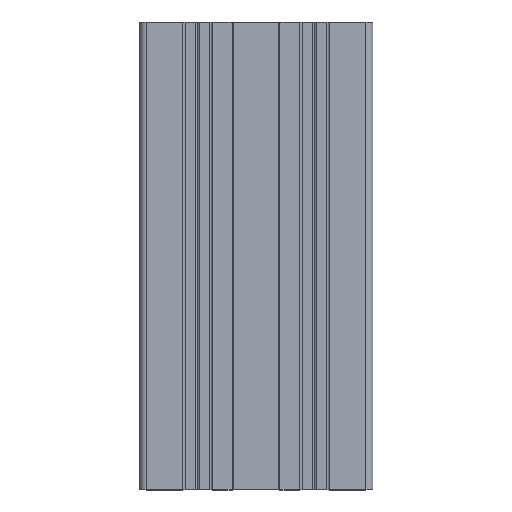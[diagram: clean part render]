
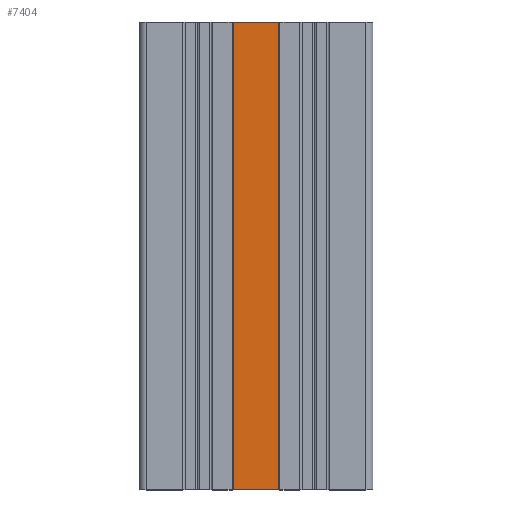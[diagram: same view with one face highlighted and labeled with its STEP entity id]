
A CAD part, top view. The second image highlights one B-rep face of the part: STEP entity #7404.
In plain terms, the highlighted planar face has unit normal (0, 0, 1).
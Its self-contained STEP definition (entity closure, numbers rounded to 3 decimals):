
#199=PLANE('',#8066);
#554=FACE_OUTER_BOUND('',#924,.T.);
#924=EDGE_LOOP('',(#5981,#5982,#5983,#5984));
#1648=LINE('',#12209,#2432);
#1649=LINE('',#12213,#2433);
#1650=LINE('',#12215,#2434);
#1651=LINE('',#12216,#2435);
#2432=VECTOR('',#10016,200.);
#2433=VECTOR('',#10021,19.6);
#2434=VECTOR('',#10022,200.);
#2435=VECTOR('',#10023,19.6);
#3511=VERTEX_POINT('',#12206);
#3512=VERTEX_POINT('',#12208);
#3513=VERTEX_POINT('',#12212);
#3514=VERTEX_POINT('',#12214);
#4561=EDGE_CURVE('',#3511,#3512,#1648,.T.);
#4563=EDGE_CURVE('',#3511,#3513,#1649,.T.);
#4564=EDGE_CURVE('',#3513,#3514,#1650,.T.);
#4565=EDGE_CURVE('',#3512,#3514,#1651,.T.);
#5981=ORIENTED_EDGE('',*,*,#4563,.T.);
#5982=ORIENTED_EDGE('',*,*,#4564,.T.);
#5983=ORIENTED_EDGE('',*,*,#4565,.F.);
#5984=ORIENTED_EDGE('',*,*,#4561,.F.);
#7404=ADVANCED_FACE('',(#554),#199,.T.);
#8066=AXIS2_PLACEMENT_3D('',#12211,#10019,#10020);
#10016=DIRECTION('',(0.,-1.,0.));
#10019=DIRECTION('center_axis',(0.,0.,1.));
#10020=DIRECTION('ref_axis',(1.,0.,0.));
#10021=DIRECTION('',(-1.,0.,0.));
#10022=DIRECTION('',(0.,-1.,0.));
#10023=DIRECTION('',(-1.,0.,0.));
#12206=CARTESIAN_POINT('',(9.8,200.,24.));
#12208=CARTESIAN_POINT('',(9.8,0.,24.));
#12209=CARTESIAN_POINT('',(9.8,0.,24.));
#12211=CARTESIAN_POINT('Origin',(-9.8,0.,24.));
#12212=CARTESIAN_POINT('',(-9.8,200.,24.));
#12213=CARTESIAN_POINT('',(-4.9,200.,24.));
#12214=CARTESIAN_POINT('',(-9.8,0.,24.));
#12215=CARTESIAN_POINT('',(-9.8,0.,24.));
#12216=CARTESIAN_POINT('',(-4.9,0.,24.));
